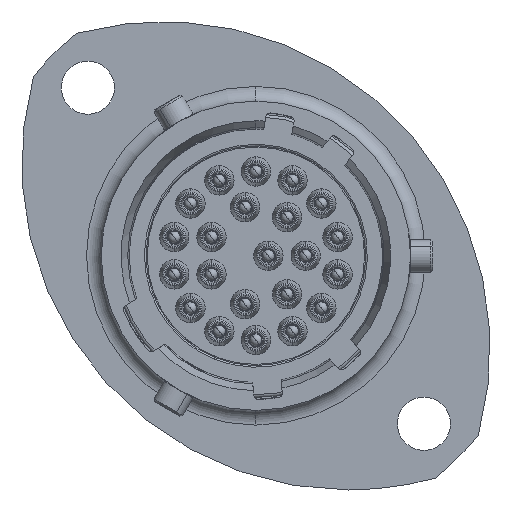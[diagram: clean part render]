
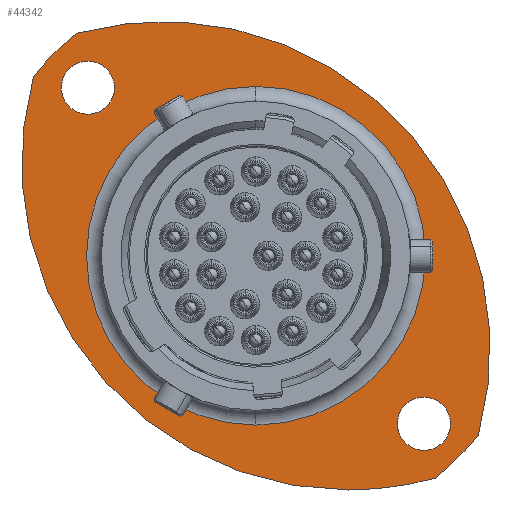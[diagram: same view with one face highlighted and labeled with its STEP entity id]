
A CAD part, left-side view. The second image highlights one B-rep face of the part: STEP entity #44342.
In plain terms, the highlighted planar face has unit normal (-1, 0, 0).
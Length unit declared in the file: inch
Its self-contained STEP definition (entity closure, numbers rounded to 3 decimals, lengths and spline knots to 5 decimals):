
#824 = VERTEX_POINT ( 'NONE', #35757 ) ;
#829 = VERTEX_POINT ( 'NONE', #35762 ) ;
#860 = VERTEX_POINT ( 'NONE', #35793 ) ;
#7449 = CIRCLE ( 'NONE', #7453, 0.68898 ) ;
#7450 = CIRCLE ( 'NONE', #7463, 0.06398 ) ;
#7451 = CIRCLE ( 'NONE', #7455, 0.7874 ) ;
#7453 = AXIS2_PLACEMENT_3D ( 'NONE', #8505, #8506, #8507 ) ;
#7454 = CIRCLE ( 'NONE', #7457, 0.68898 ) ;
#7455 = AXIS2_PLACEMENT_3D ( 'NONE', #8508, #8509, #8510 ) ;
#7456 = CIRCLE ( 'NONE', #7459, 0.7874 ) ;
#7457 = AXIS2_PLACEMENT_3D ( 'NONE', #8512, #8513, #8514 ) ;
#7458 = CIRCLE ( 'NONE', #7461, 0.06398 ) ;
#7459 = AXIS2_PLACEMENT_3D ( 'NONE', #8515, #8516, #8517 ) ;
#7460 = CIRCLE ( 'NONE', #7465, 0.40827 ) ;
#7461 = AXIS2_PLACEMENT_3D ( 'NONE', #8518, #8519, #8520 ) ;
#7463 = AXIS2_PLACEMENT_3D ( 'NONE', #8521, #8522, #8523 ) ;
#7465 = AXIS2_PLACEMENT_3D ( 'NONE', #8525, #8526, #8527 ) ;
#8505 = CARTESIAN_POINT ( 'NONE',  ( 0.44975, 0.11591, 0.01591 ) ) ;
#8506 = DIRECTION ( 'NONE',  ( -1., 0., 0. ) ) ;
#8507 = DIRECTION ( 'NONE',  ( 0., 0., 1. ) ) ;
#8508 = CARTESIAN_POINT ( 'NONE',  ( 0.44975, 0.33862, -0.2068 ) ) ;
#8509 = DIRECTION ( 'NONE',  ( -1., 0., 0. ) ) ;
#8510 = DIRECTION ( 'NONE',  ( 0., 0., -1. ) ) ;
#8512 = CARTESIAN_POINT ( 'NONE',  ( 0.44975, 0.11591, 0.01591 ) ) ;
#8513 = DIRECTION ( 'NONE',  ( -1., 0., 0. ) ) ;
#8514 = DIRECTION ( 'NONE',  ( 0., 0., 1. ) ) ;
#8515 = CARTESIAN_POINT ( 'NONE',  ( 0.44975, -0.1068, 0.23862 ) ) ;
#8516 = DIRECTION ( 'NONE',  ( -1., 0., 0. ) ) ;
#8517 = DIRECTION ( 'NONE',  ( 0., 0., -1. ) ) ;
#8518 = CARTESIAN_POINT ( 'NONE',  ( 0.44975, -0.28915, -0.38914 ) ) ;
#8519 = DIRECTION ( 'NONE',  ( -1., 0., 0. ) ) ;
#8520 = DIRECTION ( 'NONE',  ( 0., 0., -1. ) ) ;
#8521 = CARTESIAN_POINT ( 'NONE',  ( 0.44975, 0.52096, 0.42097 ) ) ;
#8522 = DIRECTION ( 'NONE',  ( -1., 0., 0. ) ) ;
#8523 = DIRECTION ( 'NONE',  ( 0., 0., -1. ) ) ;
#8525 = CARTESIAN_POINT ( 'NONE',  ( 0.44975, 0.11591, 0.01591 ) ) ;
#8526 = DIRECTION ( 'NONE',  ( 1., 0., 0. ) ) ;
#8527 = DIRECTION ( 'NONE',  ( 0., 0., -1. ) ) ;
#17051 = CIRCLE ( 'NONE', #17053, 0.7874 ) ;
#17053 = AXIS2_PLACEMENT_3D ( 'NONE', #19235, #19236, #19237 ) ;
#17068 = CIRCLE ( 'NONE', #17074, 0.06398 ) ;
#17069 = CIRCLE ( 'NONE', #17072, 0.06398 ) ;
#17072 = AXIS2_PLACEMENT_3D ( 'NONE', #19329, #19330, #19331 ) ;
#17074 = AXIS2_PLACEMENT_3D ( 'NONE', #19332, #19333, #19334 ) ;
#19235 = CARTESIAN_POINT ( 'NONE',  ( 0.44975, -0.1068, 0.23862 ) ) ;
#19236 = DIRECTION ( 'NONE',  ( -1., 0., 0. ) ) ;
#19237 = DIRECTION ( 'NONE',  ( 0., 0., -1. ) ) ;
#19329 = CARTESIAN_POINT ( 'NONE',  ( 0.44975, 0.52096, 0.42097 ) ) ;
#19330 = DIRECTION ( 'NONE',  ( -1., 0., 0. ) ) ;
#19331 = DIRECTION ( 'NONE',  ( 0., 0., -1. ) ) ;
#19332 = CARTESIAN_POINT ( 'NONE',  ( 0.44975, -0.28915, -0.38914 ) ) ;
#19333 = DIRECTION ( 'NONE',  ( -1., 0., 0. ) ) ;
#19334 = DIRECTION ( 'NONE',  ( 0., 0., -1. ) ) ;
#19470 = CARTESIAN_POINT ( 'NONE',  ( 0.44975, 0.11591, 0.42418 ) ) ;
#19471 = CARTESIAN_POINT ( 'NONE',  ( 0.44975, 0.11591, -0.39236 ) ) ;
#19490 = CARTESIAN_POINT ( 'NONE',  ( 0.44975, 0.52096, 0.35699 ) ) ;
#20853 = CIRCLE ( 'NONE', #20856, 0.40827 ) ;
#20856 = AXIS2_PLACEMENT_3D ( 'NONE', #22188, #22189, #22190 ) ;
#22188 = CARTESIAN_POINT ( 'NONE',  ( 0.44975, 0.11591, 0.01591 ) ) ;
#22189 = DIRECTION ( 'NONE',  ( 1., 0., 0. ) ) ;
#22190 = DIRECTION ( 'NONE',  ( 0., 0., -1. ) ) ;
#25499 = VERTEX_POINT ( 'NONE', #33000 ) ;
#25519 = VERTEX_POINT ( 'NONE', #33011 ) ;
#26022 = ORIENTED_EDGE ( 'NONE', *, *, #34198, .T. ) ;
#26024 = ORIENTED_EDGE ( 'NONE', *, *, #38459, .T. ) ;
#26026 = ORIENTED_EDGE ( 'NONE', *, *, #36983, .F. ) ;
#26027 = ORIENTED_EDGE ( 'NONE', *, *, #34197, .F. ) ;
#26029 = ORIENTED_EDGE ( 'NONE', *, *, #36984, .F. ) ;
#26030 = ORIENTED_EDGE ( 'NONE', *, *, #34196, .F. ) ;
#26032 = ORIENTED_EDGE ( 'NONE', *, *, #34195, .T. ) ;
#26034 = ORIENTED_EDGE ( 'NONE', *, *, #36967, .T. ) ;
#26035 = ORIENTED_EDGE ( 'NONE', *, *, #34194, .T. ) ;
#26037 = ORIENTED_EDGE ( 'NONE', *, *, #34193, .T. ) ;
#26038 = ORIENTED_EDGE ( 'NONE', *, *, #34192, .T. ) ;
#28728 = AXIS2_PLACEMENT_3D ( 'NONE', #30650, #30652, #30654 ) ;
#30618 = PLANE ( 'NONE',  #28728 ) ;
#30619 = FACE_BOUND ( 'NONE', #47663, .T. ) ;
#30622 = FACE_BOUND ( 'NONE', #47665, .T. ) ;
#30625 = FACE_BOUND ( 'NONE', #47642, .T. ) ;
#30628 = FACE_OUTER_BOUND ( 'NONE', #47571, .T. ) ;
#30650 = CARTESIAN_POINT ( 'NONE',  ( 0.44975, 0.48874, 0.01591 ) ) ;
#30652 = DIRECTION ( 'NONE',  ( 1., 0., 0. ) ) ;
#30654 = DIRECTION ( 'NONE',  ( 0., 0., -1. ) ) ;
#33000 = CARTESIAN_POINT ( 'NONE',  ( 0.44975, -0.1068, -0.54878 ) ) ;
#33011 = CARTESIAN_POINT ( 'NONE',  ( 0.44975, -0.28915, -0.32517 ) ) ;
#34192 = EDGE_CURVE ( 'NONE', #829, #860, #7449, .T. ) ;
#34193 = EDGE_CURVE ( 'NONE', #824, #829, #7451, .T. ) ;
#34194 = EDGE_CURVE ( 'NONE', #48793, #824, #7454, .T. ) ;
#34195 = EDGE_CURVE ( 'NONE', #860, #25499, #7456, .T. ) ;
#34196 = EDGE_CURVE ( 'NONE', #25519, #48778, #7458, .T. ) ;
#34197 = EDGE_CURVE ( 'NONE', #48776, #37215, #7450, .T. ) ;
#34198 = EDGE_CURVE ( 'NONE', #37196, #37195, #7460, .T. ) ;
#35757 = CARTESIAN_POINT ( 'NONE',  ( 0.44975, -0.42028, -0.41675 ) ) ;
#35762 = CARTESIAN_POINT ( 'NONE',  ( 0.44975, 0.54857, 0.5521 ) ) ;
#35793 = CARTESIAN_POINT ( 'NONE',  ( 0.44975, 0.65209, 0.44857 ) ) ;
#36967 = EDGE_CURVE ( 'NONE', #25499, #48793, #17051, .T. ) ;
#36983 = EDGE_CURVE ( 'NONE', #37215, #48776, #17069, .T. ) ;
#36984 = EDGE_CURVE ( 'NONE', #48778, #25519, #17068, .T. ) ;
#37195 = VERTEX_POINT ( 'NONE', #19470 ) ;
#37196 = VERTEX_POINT ( 'NONE', #19471 ) ;
#37215 = VERTEX_POINT ( 'NONE', #19490 ) ;
#38459 = EDGE_CURVE ( 'NONE', #37195, #37196, #20853, .T. ) ;
#44342 = ADVANCED_FACE ( 'NONE', ( #30619, #30622, #30625, #30628 ), #30618, .F. ) ;
#47571 = EDGE_LOOP ( 'NONE', ( #26032, #26034, #26035, #26037, #26038 ) ) ;
#47642 = EDGE_LOOP ( 'NONE', ( #26029, #26030 ) ) ;
#47663 = EDGE_LOOP ( 'NONE', ( #26022, #26024 ) ) ;
#47665 = EDGE_LOOP ( 'NONE', ( #26026, #26027 ) ) ;
#48776 = VERTEX_POINT ( 'NONE', #52243 ) ;
#48778 = VERTEX_POINT ( 'NONE', #52245 ) ;
#48793 = VERTEX_POINT ( 'NONE', #52260 ) ;
#52243 = CARTESIAN_POINT ( 'NONE',  ( 0.44975, 0.52096, 0.48494 ) ) ;
#52245 = CARTESIAN_POINT ( 'NONE',  ( 0.44975, -0.28915, -0.45312 ) ) ;
#52260 = CARTESIAN_POINT ( 'NONE',  ( 0.44975, -0.31675, -0.52027 ) ) ;
